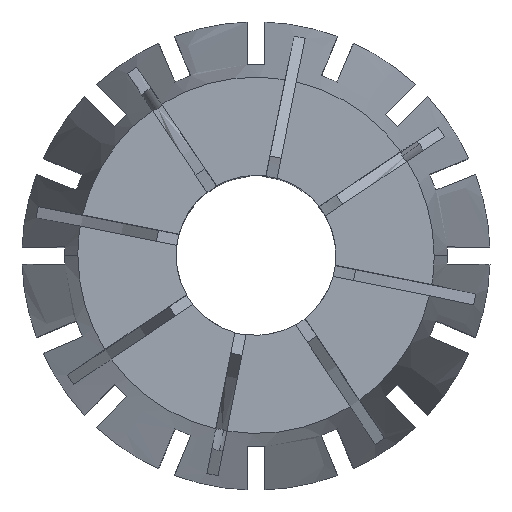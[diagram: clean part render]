
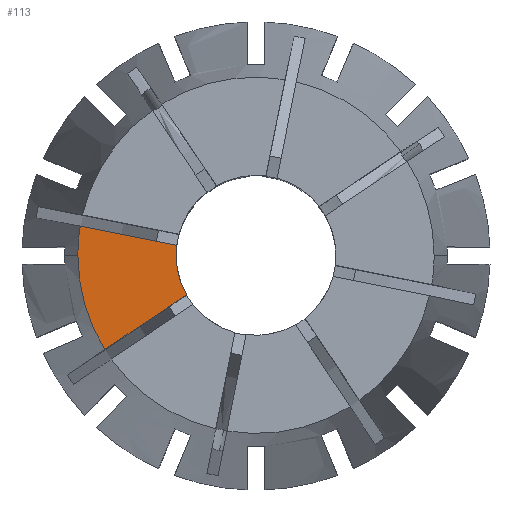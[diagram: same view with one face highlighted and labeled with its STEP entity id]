
A CAD part, top view. The second image highlights one B-rep face of the part: STEP entity #113.
In plain terms, the highlighted planar face has unit normal (0, 0, 1).
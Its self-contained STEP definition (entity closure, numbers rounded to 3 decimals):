
#17 = CARTESIAN_POINT ( 'NONE',  ( -15.595, 0., 0. ) ) ;
#22 = ORIENTED_EDGE ( 'NONE', *, *, #5729, .F. ) ;
#67 = EDGE_CURVE ( 'NONE', #5608, #5852, #3564, .T. ) ;
#113 = ADVANCED_FACE ( 'NONE', ( #1896 ), #5761, .F. ) ;
#283 = VECTOR ( 'NONE', #6519, 1000. ) ;
#294 = CARTESIAN_POINT ( 'NONE',  ( -0.278, 0.416, 0. ) ) ;
#430 = VECTOR ( 'NONE', #518, 1000. ) ;
#518 = DIRECTION ( 'NONE',  ( 0.981, -0.195, 0. ) ) ;
#838 = VERTEX_POINT ( 'NONE', #2856 ) ;
#925 = AXIS2_PLACEMENT_3D ( 'NONE', #1397, #3115, #2502 ) ;
#1163 = AXIS2_PLACEMENT_3D ( 'NONE', #1720, #3422, #6781 ) ;
#1208 = CIRCLE ( 'NONE', #1163, 15.595 ) ;
#1370 = ORIENTED_EDGE ( 'NONE', *, *, #6821, .T. ) ;
#1397 = CARTESIAN_POINT ( 'NONE',  ( 0., 0., 0. ) ) ;
#1445 = CARTESIAN_POINT ( 'NONE',  ( 0., 0., 0. ) ) ;
#1492 = CIRCLE ( 'NONE', #925, 15.595 ) ;
#1678 = ORIENTED_EDGE ( 'NONE', *, *, #6788, .F. ) ;
#1720 = CARTESIAN_POINT ( 'NONE',  ( 0., 0., 0. ) ) ;
#1729 = EDGE_LOOP ( 'NONE', ( #1370, #3238, #3436, #6862, #22, #1678 ) ) ;
#1813 = CARTESIAN_POINT ( 'NONE',  ( -7., 0., 0. ) ) ;
#1843 = EDGE_CURVE ( 'NONE', #6143, #5852, #2309, .T. ) ;
#1848 = DIRECTION ( 'NONE',  ( 1., 0., 0. ) ) ;
#1896 = FACE_OUTER_BOUND ( 'NONE', #1729, .T. ) ;
#1986 = DIRECTION ( 'NONE',  ( 0., 0., 1. ) ) ;
#2014 = VERTEX_POINT ( 'NONE', #5939 ) ;
#2309 = LINE ( 'NONE', #294, #283 ) ;
#2502 = DIRECTION ( 'NONE',  ( 1., 0., 0. ) ) ;
#2538 = DIRECTION ( 'NONE',  ( 1., 0., 0. ) ) ;
#2856 = CARTESIAN_POINT ( 'NONE',  ( -15.385, 2.551, 0. ) ) ;
#3079 = LINE ( 'NONE', #5661, #430 ) ;
#3115 = DIRECTION ( 'NONE',  ( 0., 0., 1. ) ) ;
#3238 = ORIENTED_EDGE ( 'NONE', *, *, #4550, .T. ) ;
#3422 = DIRECTION ( 'NONE',  ( 0., 0., 1. ) ) ;
#3436 = ORIENTED_EDGE ( 'NONE', *, *, #1843, .T. ) ;
#3564 = CIRCLE ( 'NONE', #6019, 7. ) ;
#3738 = CARTESIAN_POINT ( 'NONE',  ( -6.083, -3.463, 0. ) ) ;
#4040 = CARTESIAN_POINT ( 'NONE',  ( 0., 0., 0. ) ) ;
#4479 = DIRECTION ( 'NONE',  ( -1., 0., 0. ) ) ;
#4550 = EDGE_CURVE ( 'NONE', #4914, #6143, #1492, .T. ) ;
#4674 = CIRCLE ( 'NONE', #5421, 7. ) ;
#4914 = VERTEX_POINT ( 'NONE', #17 ) ;
#5421 = AXIS2_PLACEMENT_3D ( 'NONE', #5899, #1986, #2538 ) ;
#5608 = VERTEX_POINT ( 'NONE', #1813 ) ;
#5661 = CARTESIAN_POINT ( 'NONE',  ( -0.098, -0.49, 0. ) ) ;
#5729 = EDGE_CURVE ( 'NONE', #2014, #5608, #4674, .T. ) ;
#5761 = PLANE ( 'NONE',  #6400 ) ;
#5846 = CARTESIAN_POINT ( 'NONE',  ( -13.238, -8.244, 0. ) ) ;
#5852 = VERTEX_POINT ( 'NONE', #3738 ) ;
#5899 = CARTESIAN_POINT ( 'NONE',  ( 0., 0., 0. ) ) ;
#5939 = CARTESIAN_POINT ( 'NONE',  ( -6.946, 0.872, 0. ) ) ;
#6019 = AXIS2_PLACEMENT_3D ( 'NONE', #4040, #6849, #1848 ) ;
#6143 = VERTEX_POINT ( 'NONE', #5846 ) ;
#6400 = AXIS2_PLACEMENT_3D ( 'NONE', #1445, #6633, #4479 ) ;
#6519 = DIRECTION ( 'NONE',  ( 0.831, 0.556, 0. ) ) ;
#6633 = DIRECTION ( 'NONE',  ( 0., 0., -1. ) ) ;
#6781 = DIRECTION ( 'NONE',  ( 1., 0., 0. ) ) ;
#6788 = EDGE_CURVE ( 'NONE', #838, #2014, #3079, .T. ) ;
#6821 = EDGE_CURVE ( 'NONE', #838, #4914, #1208, .T. ) ;
#6849 = DIRECTION ( 'NONE',  ( 0., 0., 1. ) ) ;
#6862 = ORIENTED_EDGE ( 'NONE', *, *, #67, .F. ) ;
